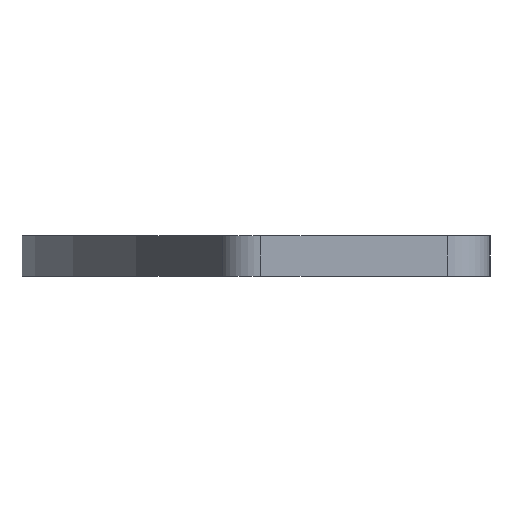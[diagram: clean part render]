
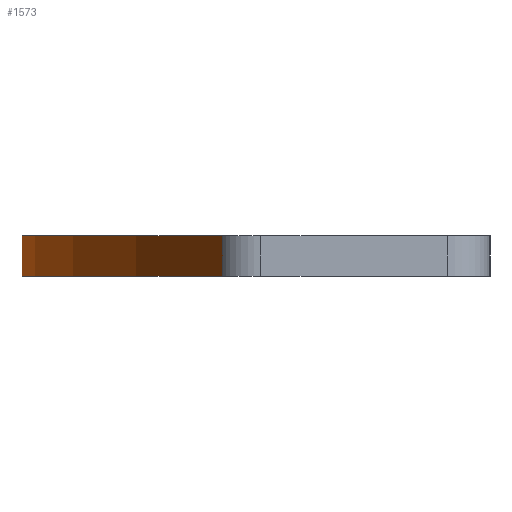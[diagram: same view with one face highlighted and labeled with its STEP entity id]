
A CAD part, left-side view. The second image highlights one B-rep face of the part: STEP entity #1573.
In plain terms, the highlighted cylindrical face has radius 230 mm (diameter 460 mm), a partial arc.
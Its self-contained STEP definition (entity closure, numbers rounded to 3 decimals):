
#45 = PLANE('',#46);
#46 = AXIS2_PLACEMENT_3D('',#47,#48,#49);
#47 = CARTESIAN_POINT('',(75.75,0.,0.));
#48 = DIRECTION('',(0.,0.,-1.));
#49 = DIRECTION('',(-1.,0.,0.));
#106 = PLANE('',#107);
#107 = AXIS2_PLACEMENT_3D('',#108,#109,#110);
#108 = CARTESIAN_POINT('',(75.75,0.,4.763));
#109 = DIRECTION('',(0.,0.,-1.));
#110 = DIRECTION('',(-1.,0.,0.));
#262 = VERTEX_POINT('',#263);
#263 = CARTESIAN_POINT('',(-101.456,31.414,0.));
#278 = CYLINDRICAL_SURFACE('',#279,5.);
#279 = AXIS2_PLACEMENT_3D('',#280,#281,#282);
#280 = CARTESIAN_POINT('',(-99.25,26.927,0.));
#281 = DIRECTION('',(0.,0.,1.));
#282 = DIRECTION('',(-1.,0.,0.));
#290 = EDGE_CURVE('',#291,#262,#293,.T.);
#291 = VERTEX_POINT('',#292);
#292 = CARTESIAN_POINT('',(101.456,31.414,0.));
#293 = SURFACE_CURVE('',#294,(#299,#310),.PCURVE_S1.);
#294 = CIRCLE('',#295,230.);
#295 = AXIS2_PLACEMENT_3D('',#296,#297,#298);
#296 = CARTESIAN_POINT('',(0.,-175.,0.));
#297 = DIRECTION('',(0.,0.,1.));
#298 = DIRECTION('',(1.,0.,0.));
#299 = PCURVE('',#45,#300);
#300 = DEFINITIONAL_REPRESENTATION('',(#301),#309);
#301 = ( BOUNDED_CURVE() B_SPLINE_CURVE(2,(#302,#303,#304,#305,#306,#307
,#308),.UNSPECIFIED.,.F.,.F.) B_SPLINE_CURVE_WITH_KNOTS((1,2,2,2,2,1),(
    -2.094,0.,2.094,4.189,6.283,
8.378),.UNSPECIFIED.) CURVE() GEOMETRIC_REPRESENTATION_ITEM() 
RATIONAL_B_SPLINE_CURVE((1.,0.5,1.,0.5,1.,0.5,1.)) REPRESENTATION_ITEM(
  '') );
#302 = CARTESIAN_POINT('',(-154.25,-175.));
#303 = CARTESIAN_POINT('',(-154.25,223.372));
#304 = CARTESIAN_POINT('',(190.75,24.186));
#305 = CARTESIAN_POINT('',(535.75,-175.));
#306 = CARTESIAN_POINT('',(190.75,-374.186));
#307 = CARTESIAN_POINT('',(-154.25,-573.372));
#308 = CARTESIAN_POINT('',(-154.25,-175.));
#309 = ( GEOMETRIC_REPRESENTATION_CONTEXT(2) 
PARAMETRIC_REPRESENTATION_CONTEXT() REPRESENTATION_CONTEXT('2D SPACE',''
  ) );
#310 = PCURVE('',#311,#316);
#311 = CYLINDRICAL_SURFACE('',#312,230.);
#312 = AXIS2_PLACEMENT_3D('',#313,#314,#315);
#313 = CARTESIAN_POINT('',(0.,-175.,0.));
#314 = DIRECTION('',(-0.,-0.,-1.));
#315 = DIRECTION('',(1.,0.,0.));
#316 = DEFINITIONAL_REPRESENTATION('',(#317),#321);
#317 = LINE('',#318,#319);
#318 = CARTESIAN_POINT('',(-0.,0.));
#319 = VECTOR('',#320,1.);
#320 = DIRECTION('',(-1.,0.));
#321 = ( GEOMETRIC_REPRESENTATION_CONTEXT(2) 
PARAMETRIC_REPRESENTATION_CONTEXT() REPRESENTATION_CONTEXT('2D SPACE',''
  ) );
#344 = CYLINDRICAL_SURFACE('',#345,5.);
#345 = AXIS2_PLACEMENT_3D('',#346,#347,#348);
#346 = CARTESIAN_POINT('',(99.25,26.927,0.));
#347 = DIRECTION('',(0.,0.,1.));
#348 = DIRECTION('',(1.,0.,0.));
#931 = VERTEX_POINT('',#932);
#932 = CARTESIAN_POINT('',(-101.456,31.414,4.763));
#954 = EDGE_CURVE('',#955,#931,#957,.T.);
#955 = VERTEX_POINT('',#956);
#956 = CARTESIAN_POINT('',(101.456,31.414,4.763));
#957 = SURFACE_CURVE('',#958,(#963,#974),.PCURVE_S1.);
#958 = CIRCLE('',#959,230.);
#959 = AXIS2_PLACEMENT_3D('',#960,#961,#962);
#960 = CARTESIAN_POINT('',(0.,-175.,4.763));
#961 = DIRECTION('',(0.,0.,1.));
#962 = DIRECTION('',(1.,0.,0.));
#963 = PCURVE('',#106,#964);
#964 = DEFINITIONAL_REPRESENTATION('',(#965),#973);
#965 = ( BOUNDED_CURVE() B_SPLINE_CURVE(2,(#966,#967,#968,#969,#970,#971
,#972),.UNSPECIFIED.,.F.,.F.) B_SPLINE_CURVE_WITH_KNOTS((1,2,2,2,2,1),(
    -2.094,0.,2.094,4.189,6.283,
8.378),.UNSPECIFIED.) CURVE() GEOMETRIC_REPRESENTATION_ITEM() 
RATIONAL_B_SPLINE_CURVE((1.,0.5,1.,0.5,1.,0.5,1.)) REPRESENTATION_ITEM(
  '') );
#966 = CARTESIAN_POINT('',(-154.25,-175.));
#967 = CARTESIAN_POINT('',(-154.25,223.372));
#968 = CARTESIAN_POINT('',(190.75,24.186));
#969 = CARTESIAN_POINT('',(535.75,-175.));
#970 = CARTESIAN_POINT('',(190.75,-374.186));
#971 = CARTESIAN_POINT('',(-154.25,-573.372));
#972 = CARTESIAN_POINT('',(-154.25,-175.));
#973 = ( GEOMETRIC_REPRESENTATION_CONTEXT(2) 
PARAMETRIC_REPRESENTATION_CONTEXT() REPRESENTATION_CONTEXT('2D SPACE',''
  ) );
#974 = PCURVE('',#311,#975);
#975 = DEFINITIONAL_REPRESENTATION('',(#976),#980);
#976 = LINE('',#977,#978);
#977 = CARTESIAN_POINT('',(-0.,-4.763));
#978 = VECTOR('',#979,1.);
#979 = DIRECTION('',(-1.,0.));
#980 = ( GEOMETRIC_REPRESENTATION_CONTEXT(2) 
PARAMETRIC_REPRESENTATION_CONTEXT() REPRESENTATION_CONTEXT('2D SPACE',''
  ) );
#1524 = EDGE_CURVE('',#291,#955,#1525,.T.);
#1525 = SURFACE_CURVE('',#1526,(#1530,#1537),.PCURVE_S1.);
#1526 = LINE('',#1527,#1528);
#1527 = CARTESIAN_POINT('',(101.456,31.414,0.));
#1528 = VECTOR('',#1529,1.);
#1529 = DIRECTION('',(0.,0.,1.));
#1530 = PCURVE('',#344,#1531);
#1531 = DEFINITIONAL_REPRESENTATION('',(#1532),#1536);
#1532 = LINE('',#1533,#1534);
#1533 = CARTESIAN_POINT('',(1.114,0.));
#1534 = VECTOR('',#1535,1.);
#1535 = DIRECTION('',(0.,1.));
#1536 = ( GEOMETRIC_REPRESENTATION_CONTEXT(2) 
PARAMETRIC_REPRESENTATION_CONTEXT() REPRESENTATION_CONTEXT('2D SPACE',''
  ) );
#1537 = PCURVE('',#311,#1538);
#1538 = DEFINITIONAL_REPRESENTATION('',(#1539),#1543);
#1539 = LINE('',#1540,#1541);
#1540 = CARTESIAN_POINT('',(-1.114,-0.));
#1541 = VECTOR('',#1542,1.);
#1542 = DIRECTION('',(-0.,-1.));
#1543 = ( GEOMETRIC_REPRESENTATION_CONTEXT(2) 
PARAMETRIC_REPRESENTATION_CONTEXT() REPRESENTATION_CONTEXT('2D SPACE',''
  ) );
#1551 = EDGE_CURVE('',#262,#931,#1552,.T.);
#1552 = SURFACE_CURVE('',#1553,(#1557,#1564),.PCURVE_S1.);
#1553 = LINE('',#1554,#1555);
#1554 = CARTESIAN_POINT('',(-101.456,31.414,0.));
#1555 = VECTOR('',#1556,1.);
#1556 = DIRECTION('',(0.,0.,1.));
#1557 = PCURVE('',#278,#1558);
#1558 = DEFINITIONAL_REPRESENTATION('',(#1559),#1563);
#1559 = LINE('',#1560,#1561);
#1560 = CARTESIAN_POINT('',(-1.114,0.));
#1561 = VECTOR('',#1562,1.);
#1562 = DIRECTION('',(-0.,1.));
#1563 = ( GEOMETRIC_REPRESENTATION_CONTEXT(2) 
PARAMETRIC_REPRESENTATION_CONTEXT() REPRESENTATION_CONTEXT('2D SPACE',''
  ) );
#1564 = PCURVE('',#311,#1565);
#1565 = DEFINITIONAL_REPRESENTATION('',(#1566),#1570);
#1566 = LINE('',#1567,#1568);
#1567 = CARTESIAN_POINT('',(-2.028,0.));
#1568 = VECTOR('',#1569,1.);
#1569 = DIRECTION('',(-0.,-1.));
#1570 = ( GEOMETRIC_REPRESENTATION_CONTEXT(2) 
PARAMETRIC_REPRESENTATION_CONTEXT() REPRESENTATION_CONTEXT('2D SPACE',''
  ) );
#1573 = ADVANCED_FACE('',(#1574),#311,.T.);
#1574 = FACE_BOUND('',#1575,.F.);
#1575 = EDGE_LOOP('',(#1576,#1577,#1578,#1579));
#1576 = ORIENTED_EDGE('',*,*,#290,.F.);
#1577 = ORIENTED_EDGE('',*,*,#1524,.T.);
#1578 = ORIENTED_EDGE('',*,*,#954,.T.);
#1579 = ORIENTED_EDGE('',*,*,#1551,.F.);
